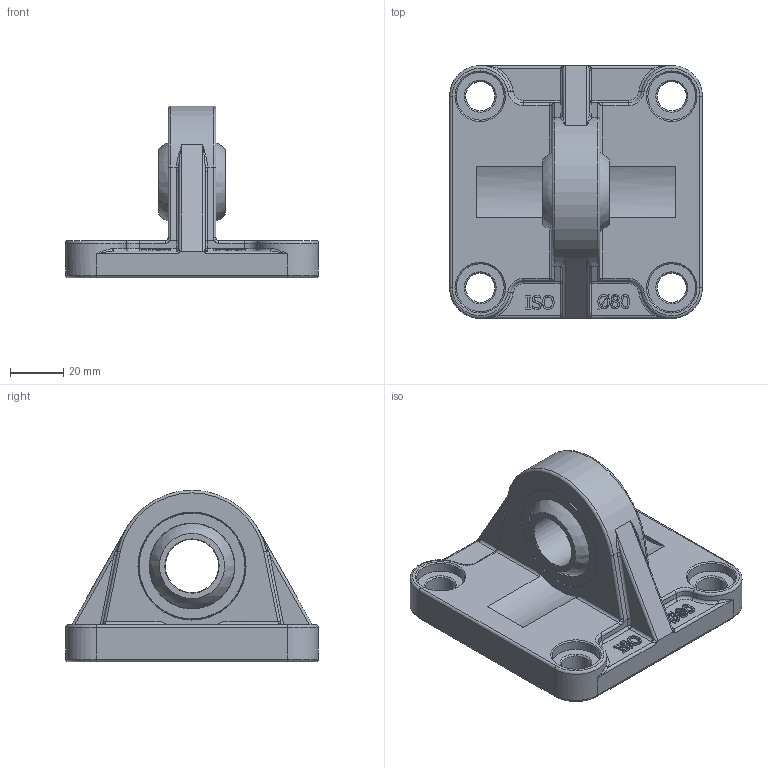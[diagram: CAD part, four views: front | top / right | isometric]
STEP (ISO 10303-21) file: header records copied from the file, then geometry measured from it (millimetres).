
FILE_DESCRIPTION((''),'2;1');
FILE_NAME('CMSI080.stp','2015-01-27T16:24:41',('carlo.corazza'),(''),'Autodesk Inventor 2012','Autodesk Inventor 2012','');
FILE_SCHEMA(('AUTOMOTIVE_DESIGN { 1 0 10303 214 1 1 1 1 }'));
Length unit declared in the file: millimetre
Products named in the file (1): CMSI080
Bounding box: 95 x 95 x 64.5 mm (x, y, z)
Volume: 130365.7 mm3; surface area: 37607.8 mm2
Topology: 1 solids, 1 shells, 594 faces, 1402 edges, 826 vertices
Faces by surface type: cylinder 191, torus 139, plane 116, bspline 113, cone 21, sphere 14
Full cylindrical faces by diameter (mm): 11 x4, 18 x4, 20 x1, 32 x2, 40 x2, 45 x1
Entity records: 19697 total; most frequent: CARTESIAN_POINT 5980, DIRECTION 2745, ORIENTED_EDGE 2686, EDGE_CURVE 1343, AXIS2_PLACEMENT_3D 1130, VERTEX_POINT 818, EDGE_LOOP 671, CIRCLE 616
